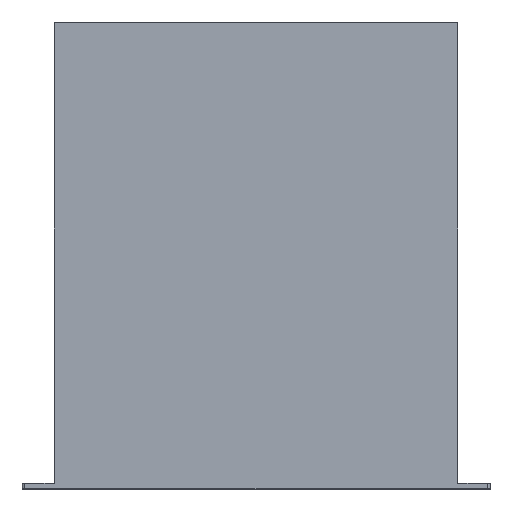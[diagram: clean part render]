
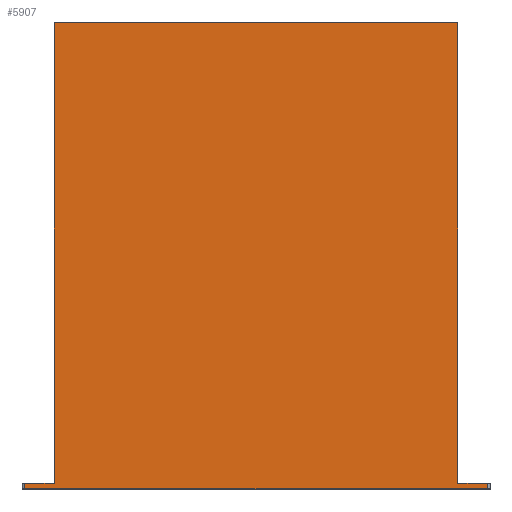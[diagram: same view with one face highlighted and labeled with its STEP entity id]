
A CAD part, top view. The second image highlights one B-rep face of the part: STEP entity #5907.
In plain terms, the highlighted planar face has unit normal (0, 0, 1).
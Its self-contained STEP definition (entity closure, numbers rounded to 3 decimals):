
#101=FACE_OUTER_BOUND('',#401,.T.);
#401=EDGE_LOOP('',(#4307,#4308,#4309,#4310,#4311,#4312,#4313,#4314));
#648=LINE('',#7937,#1511);
#731=LINE('',#8103,#1594);
#812=LINE('',#8263,#1675);
#813=LINE('',#8268,#1676);
#897=LINE('',#8441,#1760);
#1011=LINE('',#8678,#1874);
#1018=LINE('',#8699,#1881);
#1019=LINE('',#8701,#1882);
#1511=VECTOR('',#6468,10.);
#1594=VECTOR('',#6583,10.);
#1675=VECTOR('',#6706,10.);
#1676=VECTOR('',#6711,10.);
#1760=VECTOR('',#6803,10.);
#1874=VECTOR('',#6935,10.);
#1881=VECTOR('',#6960,10.);
#1882=VECTOR('',#6963,10.);
#2374=VERTEX_POINT('',#7934);
#2375=VERTEX_POINT('',#7936);
#2442=VERTEX_POINT('',#8102);
#2500=VERTEX_POINT('',#8261);
#2502=VERTEX_POINT('',#8267);
#2587=VERTEX_POINT('',#8439);
#2701=VERTEX_POINT('',#8677);
#2706=VERTEX_POINT('',#8697);
#2953=EDGE_CURVE('',#2374,#2375,#648,.T.);
#3036=EDGE_CURVE('',#2442,#2375,#731,.T.);
#3117=EDGE_CURVE('',#2500,#2374,#812,.T.);
#3119=EDGE_CURVE('',#2502,#2442,#813,.T.);
#3206=EDGE_CURVE('',#2500,#2587,#897,.T.);
#3320=EDGE_CURVE('',#2502,#2701,#1011,.T.);
#3331=EDGE_CURVE('',#2706,#2587,#1018,.T.);
#3332=EDGE_CURVE('',#2706,#2701,#1019,.T.);
#4307=ORIENTED_EDGE('',*,*,#3117,.F.);
#4308=ORIENTED_EDGE('',*,*,#3206,.T.);
#4309=ORIENTED_EDGE('',*,*,#3331,.F.);
#4310=ORIENTED_EDGE('',*,*,#3332,.T.);
#4311=ORIENTED_EDGE('',*,*,#3320,.F.);
#4312=ORIENTED_EDGE('',*,*,#3119,.T.);
#4313=ORIENTED_EDGE('',*,*,#3036,.T.);
#4314=ORIENTED_EDGE('',*,*,#2953,.F.);
#5615=PLANE('',#6222);
#5907=ADVANCED_FACE('',(#101),#5615,.T.);
#6222=AXIS2_PLACEMENT_3D('',#8700,#6961,#6962);
#6468=DIRECTION('',(1.,0.,0.));
#6583=DIRECTION('',(0.,1.,0.));
#6706=DIRECTION('',(0.,1.,0.));
#6711=DIRECTION('',(-1.,0.,0.));
#6803=DIRECTION('',(-1.,0.,0.));
#6935=DIRECTION('',(0.,-1.,0.));
#6960=DIRECTION('',(0.,1.,0.));
#6961=DIRECTION('center_axis',(0.,0.,1.));
#6962=DIRECTION('ref_axis',(1.,0.,0.));
#6963=DIRECTION('',(1.,0.,0.));
#7934=CARTESIAN_POINT('',(-111.5,257.,132.));
#7936=CARTESIAN_POINT('',(108.5,257.,132.));
#7937=CARTESIAN_POINT('',(-55.75,257.,132.));
#8102=CARTESIAN_POINT('',(108.5,6.,132.));
#8103=CARTESIAN_POINT('',(108.5,255.,132.));
#8261=CARTESIAN_POINT('',(-111.5,6.,132.));
#8263=CARTESIAN_POINT('',(-111.5,254.39,132.));
#8267=CARTESIAN_POINT('',(124.5,6.,132.));
#8268=CARTESIAN_POINT('',(0.,6.,132.));
#8439=CARTESIAN_POINT('',(-127.5,6.,132.));
#8441=CARTESIAN_POINT('',(-111.5,6.,132.));
#8677=CARTESIAN_POINT('',(124.5,3.,132.));
#8678=CARTESIAN_POINT('',(124.5,6.,132.));
#8697=CARTESIAN_POINT('',(-127.5,3.,132.));
#8699=CARTESIAN_POINT('',(-127.5,4.5,132.));
#8700=CARTESIAN_POINT('Origin',(-110.,6.,132.));
#8701=CARTESIAN_POINT('',(4.673,3.,132.));
